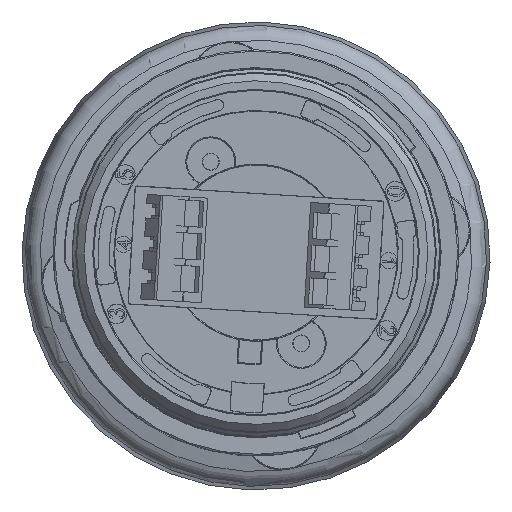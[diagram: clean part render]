
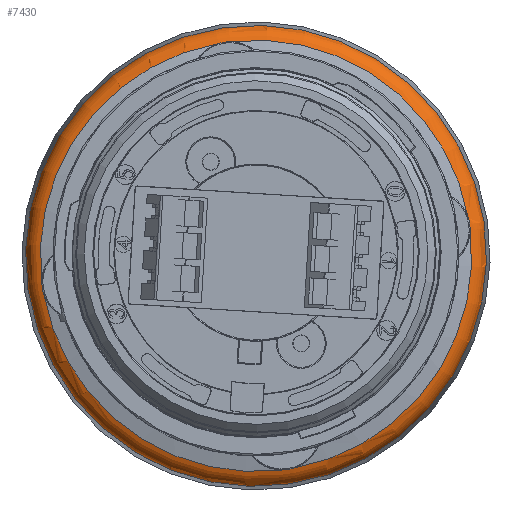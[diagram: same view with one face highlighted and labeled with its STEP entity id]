
A CAD part, top view. The second image highlights one B-rep face of the part: STEP entity #7430.
In plain terms, the highlighted toroidal (fillet/blend) face has major radius 32.215 mm and minor radius 3 mm.
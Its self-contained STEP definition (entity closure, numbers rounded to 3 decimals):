
#2171=B_SPLINE_CURVE_WITH_KNOTS('',3,(#15518,#15519,#15520,#15521),.UNSPECIFIED.,
 .F.,.F.,(4,4),(0.,1.),.UNSPECIFIED.);
#2172=B_SPLINE_CURVE_WITH_KNOTS('',3,(#15531,#15532,#15533,#15534),.UNSPECIFIED.,
 .F.,.F.,(4,4),(0.,1.),.UNSPECIFIED.);
#2173=B_SPLINE_CURVE_WITH_KNOTS('',3,(#15544,#15545,#15546,#15547),.UNSPECIFIED.,
 .F.,.F.,(4,4),(0.,1.),.UNSPECIFIED.);
#2174=B_SPLINE_CURVE_WITH_KNOTS('',3,(#15557,#15558,#15559,#15560),.UNSPECIFIED.,
 .F.,.F.,(4,4),(0.,1.),.UNSPECIFIED.);
#2799=EDGE_LOOP('',(#5020,#5021,#5022,#5023,#5024,#5025,#5026,#5027));
#2800=EDGE_LOOP('',(#5028));
#5020=ORIENTED_EDGE('',*,*,#6164,.F.);
#5021=ORIENTED_EDGE('',*,*,#6118,.F.);
#5022=ORIENTED_EDGE('',*,*,#6170,.F.);
#5023=ORIENTED_EDGE('',*,*,#6148,.F.);
#5024=ORIENTED_EDGE('',*,*,#6176,.F.);
#5025=ORIENTED_EDGE('',*,*,#6138,.F.);
#5026=ORIENTED_EDGE('',*,*,#6182,.F.);
#5027=ORIENTED_EDGE('',*,*,#6128,.F.);
#5028=ORIENTED_EDGE('',*,*,#6189,.F.);
#6118=EDGE_CURVE('',#8357,#8359,#6533,.T.);
#6128=EDGE_CURVE('',#8367,#8369,#6535,.T.);
#6138=EDGE_CURVE('',#8377,#8379,#6537,.T.);
#6148=EDGE_CURVE('',#8387,#8389,#6539,.T.);
#6164=EDGE_CURVE('',#8359,#8367,#2171,.T.);
#6170=EDGE_CURVE('',#8389,#8357,#2172,.T.);
#6176=EDGE_CURVE('',#8379,#8387,#2173,.T.);
#6182=EDGE_CURVE('',#8369,#8377,#2174,.T.);
#6189=EDGE_CURVE('',#8405,#8405,#6565,.T.);
#6533=CIRCLE('',#9165,32.941);
#6535=CIRCLE('',#9168,32.941);
#6537=CIRCLE('',#9171,32.941);
#6539=CIRCLE('',#9174,32.941);
#6565=CIRCLE('',#9216,35.208);
#7430=ADVANCED_FACE('',(#7650,#7651),#7477,.T.);
#7477=TOROIDAL_SURFACE('',#9247,32.215,3.);
#7650=FACE_BOUND('',#2799,.T.);
#7651=FACE_BOUND('',#2800,.T.);
#8357=VERTEX_POINT('',#14968);
#8359=VERTEX_POINT('',#14971);
#8367=VERTEX_POINT('',#15101);
#8369=VERTEX_POINT('',#15104);
#8377=VERTEX_POINT('',#15234);
#8379=VERTEX_POINT('',#15237);
#8387=VERTEX_POINT('',#15367);
#8389=VERTEX_POINT('',#15370);
#8405=VERTEX_POINT('',#15576);
#9165=AXIS2_PLACEMENT_3D('',#14970,#11317,#11318);
#9168=AXIS2_PLACEMENT_3D('',#15103,#11323,#11324);
#9171=AXIS2_PLACEMENT_3D('',#15236,#11329,#11330);
#9174=AXIS2_PLACEMENT_3D('',#15369,#11335,#11336);
#9216=AXIS2_PLACEMENT_3D('',#15575,#11419,#11420);
#9247=AXIS2_PLACEMENT_3D('',#15621,#11481,#11482);
#11317=DIRECTION('',(0.,0.,1.));
#11318=DIRECTION('',(0.989,0.147,0.));
#11323=DIRECTION('',(0.,0.,1.));
#11324=DIRECTION('',(0.989,0.147,0.));
#11329=DIRECTION('',(0.,0.,1.));
#11330=DIRECTION('',(0.989,0.147,0.));
#11335=DIRECTION('',(0.,0.,1.));
#11336=DIRECTION('',(0.989,0.147,0.));
#11419=DIRECTION('',(0.,0.,-1.));
#11420=DIRECTION('',(0.989,0.147,0.));
#11481=DIRECTION('',(0.,0.,1.));
#11482=DIRECTION('',(0.989,0.147,0.));
#14968=CARTESIAN_POINT('',(4.984,-30.948,-262.587));
#14970=CARTESIAN_POINT('',(-0.782,1.485,-262.587));
#14971=CARTESIAN_POINT('',(31.924,5.415,-262.587));
#15101=CARTESIAN_POINT('',(31.651,7.25,-262.587));
#15103=CARTESIAN_POINT('',(-0.782,1.485,-262.587));
#15104=CARTESIAN_POINT('',(-4.712,34.19,-262.587));
#15234=CARTESIAN_POINT('',(-6.547,33.917,-262.587));
#15236=CARTESIAN_POINT('',(-0.782,1.485,-262.587));
#15237=CARTESIAN_POINT('',(-33.487,-2.445,-262.587));
#15367=CARTESIAN_POINT('',(-33.214,-4.281,-262.587));
#15369=CARTESIAN_POINT('',(-0.782,1.485,-262.587));
#15370=CARTESIAN_POINT('',(3.148,-31.221,-262.587));
#15518=CARTESIAN_POINT('',(31.924,5.415,-262.587));
#15519=CARTESIAN_POINT('',(31.929,6.041,-262.606));
#15520=CARTESIAN_POINT('',(31.838,6.653,-262.606));
#15521=CARTESIAN_POINT('',(31.651,7.25,-262.587));
#15531=CARTESIAN_POINT('',(3.148,-31.221,-262.587));
#15532=CARTESIAN_POINT('',(3.774,-31.226,-262.606));
#15533=CARTESIAN_POINT('',(4.386,-31.135,-262.606));
#15534=CARTESIAN_POINT('',(4.984,-30.948,-262.587));
#15544=CARTESIAN_POINT('',(-33.487,-2.445,-262.587));
#15545=CARTESIAN_POINT('',(-33.492,-3.071,-262.606));
#15546=CARTESIAN_POINT('',(-33.401,-3.683,-262.606));
#15547=CARTESIAN_POINT('',(-33.214,-4.281,-262.587));
#15557=CARTESIAN_POINT('',(-4.712,34.19,-262.587));
#15558=CARTESIAN_POINT('',(-5.338,34.195,-262.606));
#15559=CARTESIAN_POINT('',(-5.949,34.104,-262.606));
#15560=CARTESIAN_POINT('',(-6.547,33.917,-262.587));
#15575=CARTESIAN_POINT('',(-0.782,1.485,-265.288));
#15576=CARTESIAN_POINT('',(34.043,6.668,-265.288));
#15621=CARTESIAN_POINT('',(-0.782,1.485,-265.498));
